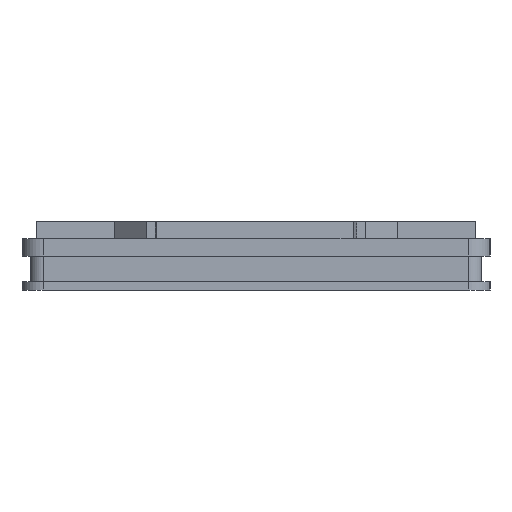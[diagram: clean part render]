
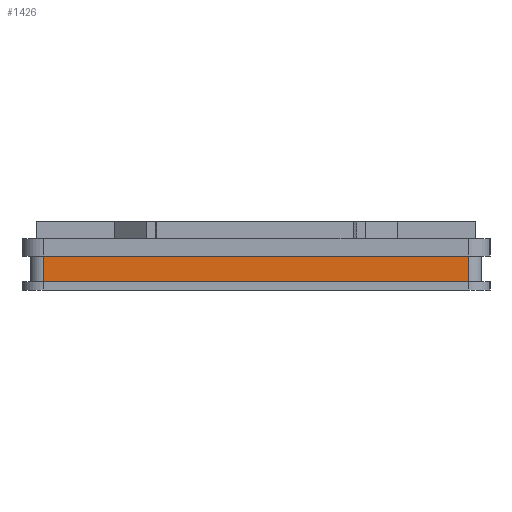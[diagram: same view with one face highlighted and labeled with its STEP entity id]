
A CAD part, left-side view. The second image highlights one B-rep face of the part: STEP entity #1426.
In plain terms, the highlighted planar face has unit normal (-1, 0, 0).
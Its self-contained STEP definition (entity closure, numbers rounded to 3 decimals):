
#32 = PLANE('',#33);
#33 = AXIS2_PLACEMENT_3D('',#34,#35,#36);
#34 = CARTESIAN_POINT('',(0.,0.,-0.4));
#35 = DIRECTION('',(0.,0.,1.));
#36 = DIRECTION('',(1.,0.,0.));
#175 = VERTEX_POINT('',#176);
#176 = CARTESIAN_POINT('',(-17.8,-5.,-0.4));
#191 = CYLINDRICAL_SURFACE('',#192,0.3);
#192 = AXIS2_PLACEMENT_3D('',#193,#194,#195);
#193 = CARTESIAN_POINT('',(-17.5,-5.,-0.4));
#194 = DIRECTION('',(0.,0.,1.));
#195 = DIRECTION('',(1.,0.,0.));
#203 = EDGE_CURVE('',#175,#204,#206,.T.);
#204 = VERTEX_POINT('',#205);
#205 = CARTESIAN_POINT('',(-17.8,5.,-0.4));
#206 = SURFACE_CURVE('',#207,(#211,#218),.PCURVE_S1.);
#207 = LINE('',#208,#209);
#208 = CARTESIAN_POINT('',(-17.8,0.,-0.4));
#209 = VECTOR('',#210,1.);
#210 = DIRECTION('',(0.,1.,0.));
#211 = PCURVE('',#32,#212);
#212 = DEFINITIONAL_REPRESENTATION('',(#213),#217);
#213 = LINE('',#214,#215);
#214 = CARTESIAN_POINT('',(-17.8,0.));
#215 = VECTOR('',#216,1.);
#216 = DIRECTION('',(0.,1.));
#217 = ( GEOMETRIC_REPRESENTATION_CONTEXT(2) 
PARAMETRIC_REPRESENTATION_CONTEXT() REPRESENTATION_CONTEXT('2D SPACE',''
  ) );
#218 = PCURVE('',#219,#224);
#219 = PLANE('',#220);
#220 = AXIS2_PLACEMENT_3D('',#221,#222,#223);
#221 = CARTESIAN_POINT('',(-17.8,-5.,-0.4));
#222 = DIRECTION('',(1.,0.,0.));
#223 = DIRECTION('',(0.,1.,0.));
#224 = DEFINITIONAL_REPRESENTATION('',(#225),#229);
#225 = LINE('',#226,#227);
#226 = CARTESIAN_POINT('',(5.,0.));
#227 = VECTOR('',#228,1.);
#228 = DIRECTION('',(1.,0.));
#229 = ( GEOMETRIC_REPRESENTATION_CONTEXT(2) 
PARAMETRIC_REPRESENTATION_CONTEXT() REPRESENTATION_CONTEXT('2D SPACE',''
  ) );
#246 = CYLINDRICAL_SURFACE('',#247,0.3);
#247 = AXIS2_PLACEMENT_3D('',#248,#249,#250);
#248 = CARTESIAN_POINT('',(-17.5,5.,-0.4));
#249 = DIRECTION('',(0.,0.,1.));
#250 = DIRECTION('',(1.,0.,0.));
#1241 = PLANE('',#1242);
#1242 = AXIS2_PLACEMENT_3D('',#1243,#1244,#1245);
#1243 = CARTESIAN_POINT('',(0.,0.,-1.));
#1244 = DIRECTION('',(0.,0.,1.));
#1245 = DIRECTION('',(1.,0.,0.));
#1333 = VERTEX_POINT('',#1334);
#1334 = CARTESIAN_POINT('',(-17.8,5.,-1.));
#1356 = EDGE_CURVE('',#204,#1333,#1357,.T.);
#1357 = SURFACE_CURVE('',#1358,(#1362,#1369),.PCURVE_S1.);
#1358 = LINE('',#1359,#1360);
#1359 = CARTESIAN_POINT('',(-17.8,5.,-0.4));
#1360 = VECTOR('',#1361,1.);
#1361 = DIRECTION('',(-0.,-0.,-1.));
#1362 = PCURVE('',#246,#1363);
#1363 = DEFINITIONAL_REPRESENTATION('',(#1364),#1368);
#1364 = LINE('',#1365,#1366);
#1365 = CARTESIAN_POINT('',(3.142,0.));
#1366 = VECTOR('',#1367,1.);
#1367 = DIRECTION('',(0.,-1.));
#1368 = ( GEOMETRIC_REPRESENTATION_CONTEXT(2) 
PARAMETRIC_REPRESENTATION_CONTEXT() REPRESENTATION_CONTEXT('2D SPACE',''
  ) );
#1369 = PCURVE('',#219,#1370);
#1370 = DEFINITIONAL_REPRESENTATION('',(#1371),#1375);
#1371 = LINE('',#1372,#1373);
#1372 = CARTESIAN_POINT('',(10.,0.));
#1373 = VECTOR('',#1374,1.);
#1374 = DIRECTION('',(0.,-1.));
#1375 = ( GEOMETRIC_REPRESENTATION_CONTEXT(2) 
PARAMETRIC_REPRESENTATION_CONTEXT() REPRESENTATION_CONTEXT('2D SPACE',''
  ) );
#1426 = ADVANCED_FACE('',(#1427),#219,.F.);
#1427 = FACE_BOUND('',#1428,.F.);
#1428 = EDGE_LOOP('',(#1429,#1452,#1473,#1474));
#1429 = ORIENTED_EDGE('',*,*,#1430,.T.);
#1430 = EDGE_CURVE('',#175,#1431,#1433,.T.);
#1431 = VERTEX_POINT('',#1432);
#1432 = CARTESIAN_POINT('',(-17.8,-5.,-1.));
#1433 = SURFACE_CURVE('',#1434,(#1438,#1445),.PCURVE_S1.);
#1434 = LINE('',#1435,#1436);
#1435 = CARTESIAN_POINT('',(-17.8,-5.,-0.4));
#1436 = VECTOR('',#1437,1.);
#1437 = DIRECTION('',(-0.,-0.,-1.));
#1438 = PCURVE('',#219,#1439);
#1439 = DEFINITIONAL_REPRESENTATION('',(#1440),#1444);
#1440 = LINE('',#1441,#1442);
#1441 = CARTESIAN_POINT('',(0.,0.));
#1442 = VECTOR('',#1443,1.);
#1443 = DIRECTION('',(0.,-1.));
#1444 = ( GEOMETRIC_REPRESENTATION_CONTEXT(2) 
PARAMETRIC_REPRESENTATION_CONTEXT() REPRESENTATION_CONTEXT('2D SPACE',''
  ) );
#1445 = PCURVE('',#191,#1446);
#1446 = DEFINITIONAL_REPRESENTATION('',(#1447),#1451);
#1447 = LINE('',#1448,#1449);
#1448 = CARTESIAN_POINT('',(3.142,0.));
#1449 = VECTOR('',#1450,1.);
#1450 = DIRECTION('',(0.,-1.));
#1451 = ( GEOMETRIC_REPRESENTATION_CONTEXT(2) 
PARAMETRIC_REPRESENTATION_CONTEXT() REPRESENTATION_CONTEXT('2D SPACE',''
  ) );
#1452 = ORIENTED_EDGE('',*,*,#1453,.T.);
#1453 = EDGE_CURVE('',#1431,#1333,#1454,.T.);
#1454 = SURFACE_CURVE('',#1455,(#1459,#1466),.PCURVE_S1.);
#1455 = LINE('',#1456,#1457);
#1456 = CARTESIAN_POINT('',(-17.8,0.,-1.));
#1457 = VECTOR('',#1458,1.);
#1458 = DIRECTION('',(0.,1.,0.));
#1459 = PCURVE('',#219,#1460);
#1460 = DEFINITIONAL_REPRESENTATION('',(#1461),#1465);
#1461 = LINE('',#1462,#1463);
#1462 = CARTESIAN_POINT('',(5.,-0.6));
#1463 = VECTOR('',#1464,1.);
#1464 = DIRECTION('',(1.,0.));
#1465 = ( GEOMETRIC_REPRESENTATION_CONTEXT(2) 
PARAMETRIC_REPRESENTATION_CONTEXT() REPRESENTATION_CONTEXT('2D SPACE',''
  ) );
#1466 = PCURVE('',#1241,#1467);
#1467 = DEFINITIONAL_REPRESENTATION('',(#1468),#1472);
#1468 = LINE('',#1469,#1470);
#1469 = CARTESIAN_POINT('',(-17.8,0.));
#1470 = VECTOR('',#1471,1.);
#1471 = DIRECTION('',(0.,1.));
#1472 = ( GEOMETRIC_REPRESENTATION_CONTEXT(2) 
PARAMETRIC_REPRESENTATION_CONTEXT() REPRESENTATION_CONTEXT('2D SPACE',''
  ) );
#1473 = ORIENTED_EDGE('',*,*,#1356,.F.);
#1474 = ORIENTED_EDGE('',*,*,#203,.F.);
